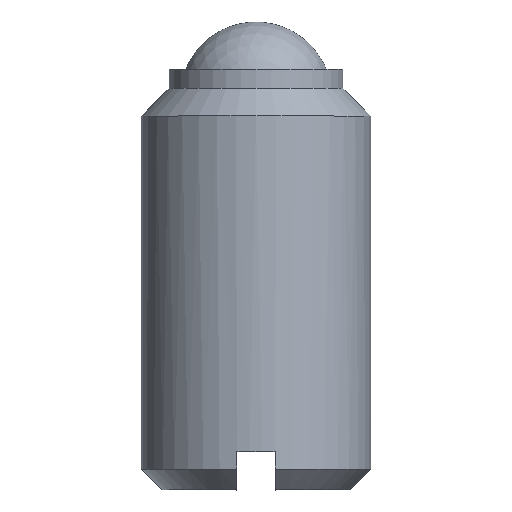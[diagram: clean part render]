
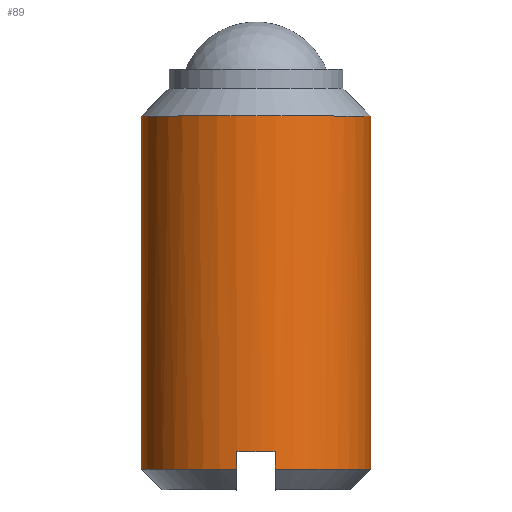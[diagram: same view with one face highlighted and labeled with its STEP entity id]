
A CAD part, top view. The second image highlights one B-rep face of the part: STEP entity #89.
In plain terms, the highlighted cylindrical face has radius 6 mm (diameter 12 mm), a partial arc.
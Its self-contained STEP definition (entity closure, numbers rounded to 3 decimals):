
#89 = ADVANCED_FACE( '', ( #124 ), #125, .T. );
#124 = FACE_OUTER_BOUND( '', #167, .T. );
#125 = CYLINDRICAL_SURFACE( '', #168, 6. );
#167 = EDGE_LOOP( '', ( #282, #283, #284, #285, #286, #287, #288, #289 ) );
#168 = AXIS2_PLACEMENT_3D( '', #290, #291, #292 );
#282 = ORIENTED_EDGE( '', *, *, #344, .T. );
#283 = ORIENTED_EDGE( '', *, *, #367, .F. );
#284 = ORIENTED_EDGE( '', *, *, #350, .T. );
#285 = ORIENTED_EDGE( '', *, *, #375, .T. );
#286 = ORIENTED_EDGE( '', *, *, #376, .T. );
#287 = ORIENTED_EDGE( '', *, *, #377, .T. );
#288 = ORIENTED_EDGE( '', *, *, #378, .T. );
#289 = ORIENTED_EDGE( '', *, *, #368, .T. );
#290 = CARTESIAN_POINT( '', ( 0., 10.312, 0. ) );
#291 = DIRECTION( '', ( 0., -1., 0. ) );
#292 = DIRECTION( '', ( 1., 0., 0. ) );
#344 = EDGE_CURVE( '', #418, #419, #420, .T. );
#350 = EDGE_CURVE( '', #431, #429, #432, .T. );
#367 = EDGE_CURVE( '', #431, #419, #457, .T. );
#368 = EDGE_CURVE( '', #458, #418, #459, .T. );
#375 = EDGE_CURVE( '', #429, #467, #469, .T. );
#376 = EDGE_CURVE( '', #467, #470, #471, .T. );
#377 = EDGE_CURVE( '', #470, #472, #473, .T. );
#378 = EDGE_CURVE( '', #472, #458, #474, .T. );
#418 = VERTEX_POINT( '', #496 );
#419 = VERTEX_POINT( '', #497 );
#420 = LINE( '', #498, #499 );
#429 = VERTEX_POINT( '', #510 );
#431 = VERTEX_POINT( '', #512 );
#432 = LINE( '', #513, #514 );
#457 = CIRCLE( '', #563, 6. );
#458 = VERTEX_POINT( '', #564 );
#459 = CIRCLE( '', #565, 6. );
#467 = VERTEX_POINT( '', #584 );
#469 = CIRCLE( '', #595, 6. );
#470 = VERTEX_POINT( '', #596 );
#471 = LINE( '', #597, #598 );
#472 = VERTEX_POINT( '', #599 );
#473 = CIRCLE( '', #600, 6. );
#474 = LINE( '', #601, #602 );
#496 = CARTESIAN_POINT( '', ( 6., 1.074, 0. ) );
#497 = CARTESIAN_POINT( '', ( 6., 19.55, 0. ) );
#498 = CARTESIAN_POINT( '', ( 6., 10.312, 0. ) );
#499 = VECTOR( '', #630, 1. );
#510 = CARTESIAN_POINT( '', ( -6., 1.074, 0. ) );
#512 = CARTESIAN_POINT( '', ( -6., 19.55, 0. ) );
#513 = CARTESIAN_POINT( '', ( -6., 10.312, 0. ) );
#514 = VECTOR( '', #642, 1. );
#563 = AXIS2_PLACEMENT_3D( '', #673, #674, #675 );
#564 = CARTESIAN_POINT( '', ( 1., 1.074, 5.916 ) );
#565 = AXIS2_PLACEMENT_3D( '', #676, #677, #678 );
#584 = CARTESIAN_POINT( '', ( -1., 1.074, 5.916 ) );
#595 = AXIS2_PLACEMENT_3D( '', #687, #688, #689 );
#596 = CARTESIAN_POINT( '', ( -1., 2., 5.916 ) );
#597 = CARTESIAN_POINT( '', ( -1., 1.537, 5.916 ) );
#598 = VECTOR( '', #690, 1. );
#599 = CARTESIAN_POINT( '', ( 1., 2., 5.916 ) );
#600 = AXIS2_PLACEMENT_3D( '', #691, #692, #693 );
#601 = CARTESIAN_POINT( '', ( 1., 1.537, 5.916 ) );
#602 = VECTOR( '', #694, 1. );
#630 = DIRECTION( '', ( 0., 1., 0. ) );
#642 = DIRECTION( '', ( 0., -1., 0. ) );
#673 = CARTESIAN_POINT( '', ( 0., 19.55, 0. ) );
#674 = DIRECTION( '', ( 0., 1., 0. ) );
#675 = DIRECTION( '', ( 1., 0., 0. ) );
#676 = CARTESIAN_POINT( '', ( 0., 1.074, 0. ) );
#677 = DIRECTION( '', ( 0., 1., 0. ) );
#678 = DIRECTION( '', ( 1., 0., 0. ) );
#687 = CARTESIAN_POINT( '', ( 0., 1.074, 0. ) );
#688 = DIRECTION( '', ( 0., 1., 0. ) );
#689 = DIRECTION( '', ( 1., 0., 0. ) );
#690 = DIRECTION( '', ( 0., 1., 0. ) );
#691 = CARTESIAN_POINT( '', ( 0., 2., 0. ) );
#692 = DIRECTION( '', ( 0., 1., 0. ) );
#693 = DIRECTION( '', ( 1., 0., 0. ) );
#694 = DIRECTION( '', ( 0., -1., 0. ) );
